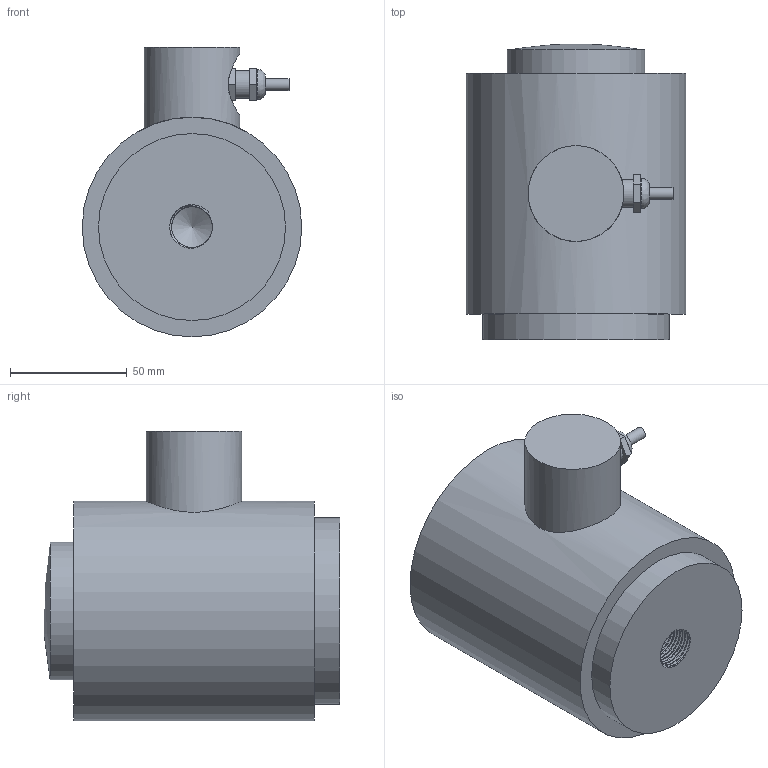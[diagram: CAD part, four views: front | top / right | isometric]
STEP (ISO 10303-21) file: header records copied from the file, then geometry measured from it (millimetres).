
FILE_DESCRIPTION(/* description */ (''),/* implementation_level */ '2;1');
FILE_NAME(/* name */ '106CS20-100klb v2.step',/* time_stamp */ '2020-01-29T15:24:54-08:00',/* author */ (''),/* organization */ (''),/* preprocessor_version */ 'ST-DEVELOPER v18',/* originating_system */ 'Autodesk Translation Framework v8.12.0.6',/* authorisation */ '');
FILE_SCHEMA (('AUTOMOTIVE_DESIGN { 1 0 10303 214 3 1 1 }'));
Length unit declared in the file: inch
Products named in the file (2): 106CS20-100klb; Connector
Assembly tree (1 placements, depth 2):
  106CS20-100klb
    Connector
Bounding box: 94 x 126.63 x 124 mm (x, y, z)
Volume: 836566 mm3; surface area: 57358.1 mm2
Topology: 2 solids, 2 shells, 79 faces, 189 edges, 123 vertices
Faces by surface type: cylinder 48, plane 25, bspline 3, cone 2, sphere 1
Full cylindrical faces by diameter (mm): 5.1 x1, 10 x1, 12 x2, 13 x1, 17.501 x15, 19.05 x19, 26.6 x1, 41 x1, 58.928 x1, 80.01 x1, 94 x1
Entity records: 5906 total; most frequent: CARTESIAN_POINT 4153, ORIENTED_EDGE 374, DIRECTION 298, EDGE_CURVE 187, VERTEX_POINT 123, AXIS2_PLACEMENT_3D 107, EDGE_LOOP 90, LINE 84
